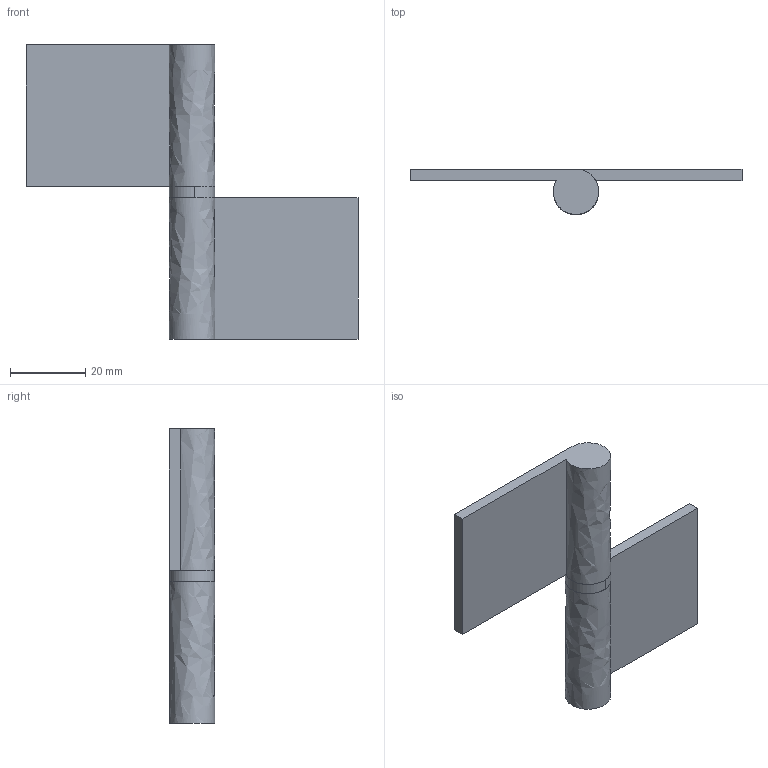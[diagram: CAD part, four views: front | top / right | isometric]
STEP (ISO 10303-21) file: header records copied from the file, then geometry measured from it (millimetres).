
FILE_DESCRIPTION((''),'2;1');
FILE_NAME('','2005-04-20T10:19:15',(''),(''),'','CADfix','');
FILE_SCHEMA(('AUTOMOTIVE_DESIGN'));
Length unit declared in the file: millimetre
Products named in the file (5): washer; shaft; hinge piece_B; hinge piece_A; TH_82_R_17735_36
Assembly tree (4 placements, depth 2):
  TH_82_R_17735_36
    washer
    shaft
    hinge piece_B
    hinge piece_A
Bounding box: 88 x 12 x 78 mm (x, y, z)
Volume: 17647.9 mm3; surface area: 13097.1 mm2
Topology: 4 solids, 4 shells, 28 faces, 72 edges, 52 vertices
Faces by surface type: bspline 28
Entity records: 1102 total; most frequent: CARTESIAN_POINT 555, ORIENTED_EDGE 144, EDGE_CURVE 72, VERTEX_POINT 52, QUASI_UNIFORM_CURVE 38, EDGE_LOOP 30, FACE_OUTER_BOUND 28, ADVANCED_FACE 28
